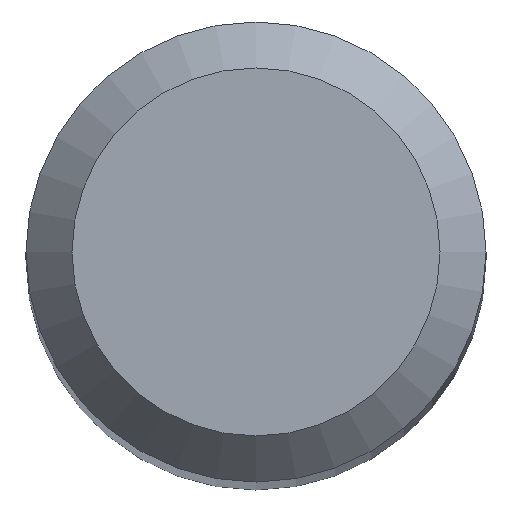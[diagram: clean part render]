
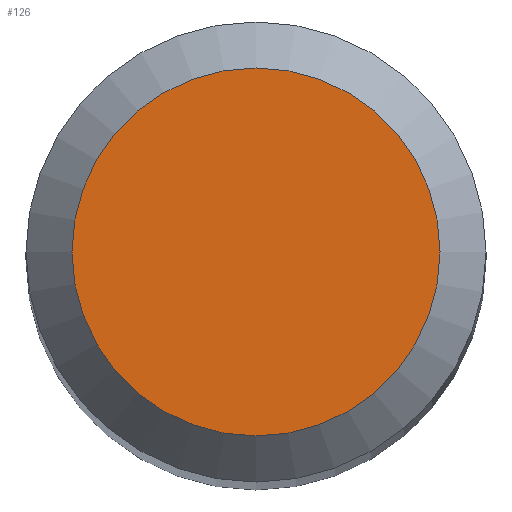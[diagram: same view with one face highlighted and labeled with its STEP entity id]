
A CAD part, top view. The second image highlights one B-rep face of the part: STEP entity #126.
In plain terms, the highlighted planar face has unit normal (0, 0, 1).
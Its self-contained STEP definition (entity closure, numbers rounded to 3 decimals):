
#7 = ORIENTED_EDGE ( 'NONE', *, *, #89, .F. ) ;
#13 = DIRECTION ( 'NONE',  ( 0., 1., 0. ) ) ;
#30 = DIRECTION ( 'NONE',  ( 0., 1., 0. ) ) ;
#31 = PLANE ( 'NONE',  #55 ) ;
#55 = AXIS2_PLACEMENT_3D ( 'NONE', #216, #96, #30 ) ;
#67 = VERTEX_POINT ( 'NONE', #263 ) ;
#89 = EDGE_CURVE ( 'NONE', #67, #67, #134, .T. ) ;
#96 = DIRECTION ( 'NONE',  ( 0., 0., -1. ) ) ;
#100 = DIRECTION ( 'NONE',  ( 0., 0., -1. ) ) ;
#126 = ADVANCED_FACE ( 'NONE', ( #201 ), #31, .F. ) ;
#134 = CIRCLE ( 'NONE', #254, 1.2 ) ;
#194 = EDGE_LOOP ( 'NONE', ( #7 ) ) ;
#201 = FACE_OUTER_BOUND ( 'NONE', #194, .T. ) ;
#216 = CARTESIAN_POINT ( 'NONE',  ( 0., 0., 38. ) ) ;
#217 = CARTESIAN_POINT ( 'NONE',  ( 0., 0., 38. ) ) ;
#254 = AXIS2_PLACEMENT_3D ( 'NONE', #217, #100, #13 ) ;
#263 = CARTESIAN_POINT ( 'NONE',  ( 0., 1.2, 38. ) ) ;
